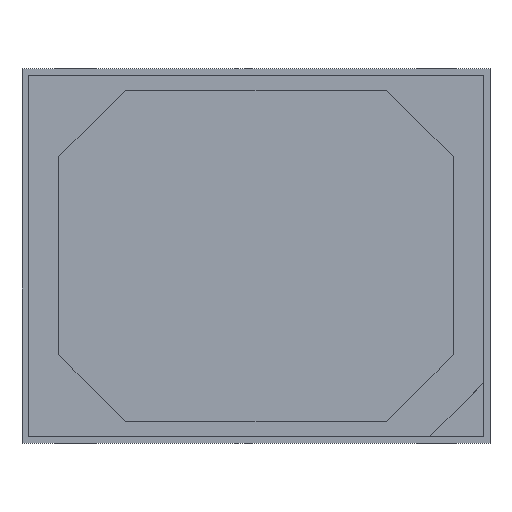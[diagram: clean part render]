
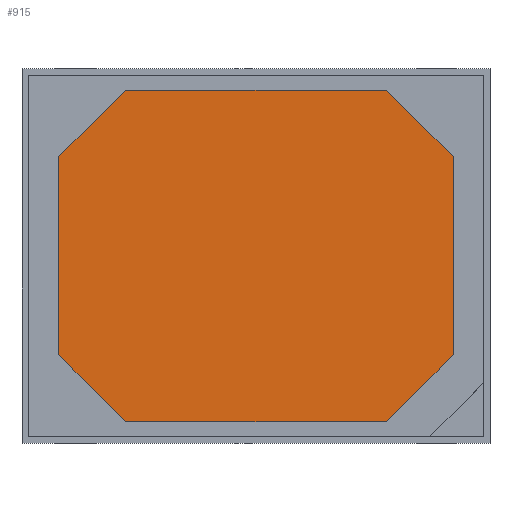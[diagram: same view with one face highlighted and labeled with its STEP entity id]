
A CAD part, top view. The second image highlights one B-rep face of the part: STEP entity #915.
In plain terms, the highlighted planar face has unit normal (0, 0, 1).
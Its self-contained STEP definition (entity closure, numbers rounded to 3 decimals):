
#699=CARTESIAN_POINT('',(-0.975,1.24,0.71));
#700=VERTEX_POINT('',#699);
#707=CARTESIAN_POINT('',(0.975,1.24,0.71));
#708=VERTEX_POINT('',#707);
#709=CARTESIAN_POINT('',(-0.975,1.24,0.71));
#710=DIRECTION('',(1.,0.,0.));
#711=VECTOR('',#710,1.95);
#712=LINE('',#709,#711);
#713=EDGE_CURVE('',#700,#708,#712,.T.);
#738=CARTESIAN_POINT('',(-1.475,0.74,0.71));
#739=VERTEX_POINT('',#738);
#746=CARTESIAN_POINT('',(-0.975,1.24,0.71));
#747=DIRECTION('',(-0.707,-0.707,0.));
#748=VECTOR('',#747,0.707);
#749=LINE('',#746,#748);
#750=EDGE_CURVE('',#700,#739,#749,.T.);
#763=CARTESIAN_POINT('',(-1.475,-0.74,0.71));
#764=VERTEX_POINT('',#763);
#771=CARTESIAN_POINT('',(-1.475,-0.74,0.71));
#772=DIRECTION('',(0.,1.,0.));
#773=VECTOR('',#772,1.48);
#774=LINE('',#771,#773);
#775=EDGE_CURVE('',#764,#739,#774,.T.);
#788=CARTESIAN_POINT('',(-0.975,-1.24,0.71));
#789=VERTEX_POINT('',#788);
#796=CARTESIAN_POINT('',(-0.975,-1.24,0.71));
#797=DIRECTION('',(-0.707,0.707,0.));
#798=VECTOR('',#797,0.707);
#799=LINE('',#796,#798);
#800=EDGE_CURVE('',#789,#764,#799,.T.);
#813=CARTESIAN_POINT('',(0.975,-1.24,0.71));
#814=VERTEX_POINT('',#813);
#821=CARTESIAN_POINT('',(0.975,-1.24,0.71));
#822=DIRECTION('',(-1.,-0.,0.));
#823=VECTOR('',#822,1.95);
#824=LINE('',#821,#823);
#825=EDGE_CURVE('',#814,#789,#824,.T.);
#838=CARTESIAN_POINT('',(1.475,-0.74,0.71));
#839=VERTEX_POINT('',#838);
#846=CARTESIAN_POINT('',(0.975,-1.24,0.71));
#847=DIRECTION('',(0.707,0.707,0.));
#848=VECTOR('',#847,0.707);
#849=LINE('',#846,#848);
#850=EDGE_CURVE('',#814,#839,#849,.T.);
#863=CARTESIAN_POINT('',(1.475,0.74,0.71));
#864=VERTEX_POINT('',#863);
#871=CARTESIAN_POINT('',(1.475,0.74,0.71));
#872=DIRECTION('',(0.,-1.,0.));
#873=VECTOR('',#872,1.48);
#874=LINE('',#871,#873);
#875=EDGE_CURVE('',#864,#839,#874,.T.);
#889=CARTESIAN_POINT('',(0.975,1.24,0.71));
#890=DIRECTION('',(0.707,-0.707,0.));
#891=VECTOR('',#890,0.707);
#892=LINE('',#889,#891);
#893=EDGE_CURVE('',#708,#864,#892,.T.);
#900=CARTESIAN_POINT('',(0.,0.,0.71));
#901=DIRECTION('',(0.,0.,1.));
#902=DIRECTION('',(1.,0.,0.));
#903=AXIS2_PLACEMENT_3D('',#900,#901,#902);
#904=PLANE('',#903);
#905=ORIENTED_EDGE('',*,*,#713,.F.);
#906=ORIENTED_EDGE('',*,*,#750,.T.);
#907=ORIENTED_EDGE('',*,*,#775,.F.);
#908=ORIENTED_EDGE('',*,*,#800,.F.);
#909=ORIENTED_EDGE('',*,*,#825,.F.);
#910=ORIENTED_EDGE('',*,*,#850,.T.);
#911=ORIENTED_EDGE('',*,*,#875,.F.);
#912=ORIENTED_EDGE('',*,*,#893,.F.);
#913=EDGE_LOOP('',(#905,#906,#907,#908,#909,#910,#911,#912));
#914=FACE_BOUND('',#913,.T.);
#915=ADVANCED_FACE('',(#914),#904,.T.);
